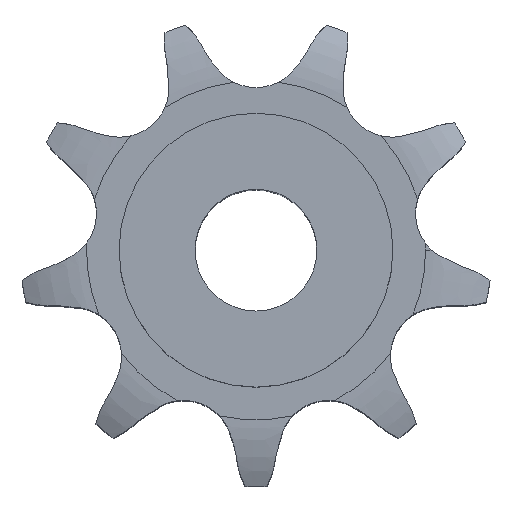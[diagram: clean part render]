
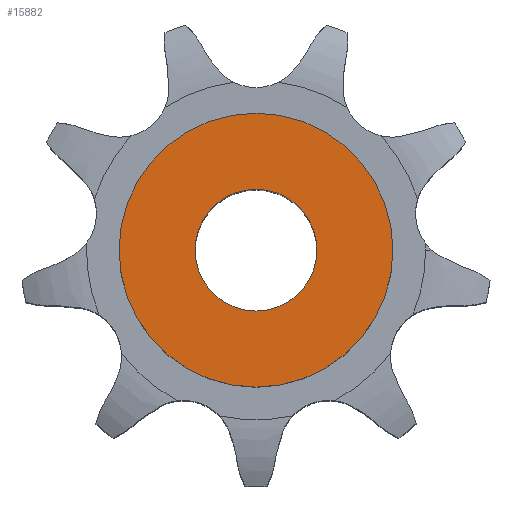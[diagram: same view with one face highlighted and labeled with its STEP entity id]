
A CAD part, top view. The second image highlights one B-rep face of the part: STEP entity #15882.
In plain terms, the highlighted planar face has unit normal (0, 0, 1).
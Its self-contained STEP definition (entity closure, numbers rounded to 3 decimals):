
#8692 = CYLINDRICAL_SURFACE('',#8693,4.);
#8693 = AXIS2_PLACEMENT_3D('',#8694,#8695,#8696);
#8694 = CARTESIAN_POINT('',(0.,0.,64.336));
#8695 = DIRECTION('',(0.,0.,1.));
#8696 = DIRECTION('',(1.,0.,0.));
#10917 = EDGE_CURVE('',#10918,#10918,#10920,.T.);
#10918 = VERTEX_POINT('',#10919);
#10919 = CARTESIAN_POINT('',(4.,0.,32.));
#10920 = SURFACE_CURVE('',#10921,(#10926,#10933),.PCURVE_S1.);
#10921 = CIRCLE('',#10922,4.);
#10922 = AXIS2_PLACEMENT_3D('',#10923,#10924,#10925);
#10923 = CARTESIAN_POINT('',(0.,0.,32.));
#10924 = DIRECTION('',(0.,0.,1.));
#10925 = DIRECTION('',(1.,0.,0.));
#10926 = PCURVE('',#8692,#10927);
#10927 = DEFINITIONAL_REPRESENTATION('',(#10928),#10932);
#10928 = LINE('',#10929,#10930);
#10929 = CARTESIAN_POINT('',(0.,-32.336));
#10930 = VECTOR('',#10931,1.);
#10931 = DIRECTION('',(1.,0.));
#10932 = ( GEOMETRIC_REPRESENTATION_CONTEXT(2) 
PARAMETRIC_REPRESENTATION_CONTEXT() REPRESENTATION_CONTEXT('2D SPACE',''
  ) );
#10933 = PCURVE('',#10934,#10939);
#10934 = PLANE('',#10935);
#10935 = AXIS2_PLACEMENT_3D('',#10936,#10937,#10938);
#10936 = CARTESIAN_POINT('',(0.,0.,32.)
  );
#10937 = DIRECTION('',(0.,0.,1.));
#10938 = DIRECTION('',(1.,0.,0.));
#10939 = DEFINITIONAL_REPRESENTATION('',(#10940),#10944);
#10940 = CIRCLE('',#10941,4.);
#10941 = AXIS2_PLACEMENT_2D('',#10942,#10943);
#10942 = CARTESIAN_POINT('',(0.,0.));
#10943 = DIRECTION('',(1.,0.));
#10944 = ( GEOMETRIC_REPRESENTATION_CONTEXT(2) 
PARAMETRIC_REPRESENTATION_CONTEXT() REPRESENTATION_CONTEXT('2D SPACE',''
  ) );
#15882 = ADVANCED_FACE('',(#15883,#15914),#10934,.T.);
#15883 = FACE_BOUND('',#15884,.T.);
#15884 = EDGE_LOOP('',(#15885));
#15885 = ORIENTED_EDGE('',*,*,#15886,.T.);
#15886 = EDGE_CURVE('',#15887,#15887,#15889,.T.);
#15887 = VERTEX_POINT('',#15888);
#15888 = CARTESIAN_POINT('',(9.,0.,32.));
#15889 = SURFACE_CURVE('',#15890,(#15895,#15902),.PCURVE_S1.);
#15890 = CIRCLE('',#15891,9.);
#15891 = AXIS2_PLACEMENT_3D('',#15892,#15893,#15894);
#15892 = CARTESIAN_POINT('',(0.,0.,32.));
#15893 = DIRECTION('',(0.,0.,1.));
#15894 = DIRECTION('',(1.,0.,0.));
#15895 = PCURVE('',#10934,#15896);
#15896 = DEFINITIONAL_REPRESENTATION('',(#15897),#15901);
#15897 = CIRCLE('',#15898,9.);
#15898 = AXIS2_PLACEMENT_2D('',#15899,#15900);
#15899 = CARTESIAN_POINT('',(0.,0.));
#15900 = DIRECTION('',(1.,0.));
#15901 = ( GEOMETRIC_REPRESENTATION_CONTEXT(2) 
PARAMETRIC_REPRESENTATION_CONTEXT() REPRESENTATION_CONTEXT('2D SPACE',''
  ) );
#15902 = PCURVE('',#15903,#15908);
#15903 = CYLINDRICAL_SURFACE('',#15904,9.);
#15904 = AXIS2_PLACEMENT_3D('',#15905,#15906,#15907);
#15905 = CARTESIAN_POINT('',(0.,0.,0.));
#15906 = DIRECTION('',(-0.,-0.,-1.));
#15907 = DIRECTION('',(1.,0.,0.));
#15908 = DEFINITIONAL_REPRESENTATION('',(#15909),#15913);
#15909 = LINE('',#15910,#15911);
#15910 = CARTESIAN_POINT('',(-0.,-32.));
#15911 = VECTOR('',#15912,1.);
#15912 = DIRECTION('',(-1.,0.));
#15913 = ( GEOMETRIC_REPRESENTATION_CONTEXT(2) 
PARAMETRIC_REPRESENTATION_CONTEXT() REPRESENTATION_CONTEXT('2D SPACE',''
  ) );
#15914 = FACE_BOUND('',#15915,.T.);
#15915 = EDGE_LOOP('',(#15916));
#15916 = ORIENTED_EDGE('',*,*,#10917,.F.);
